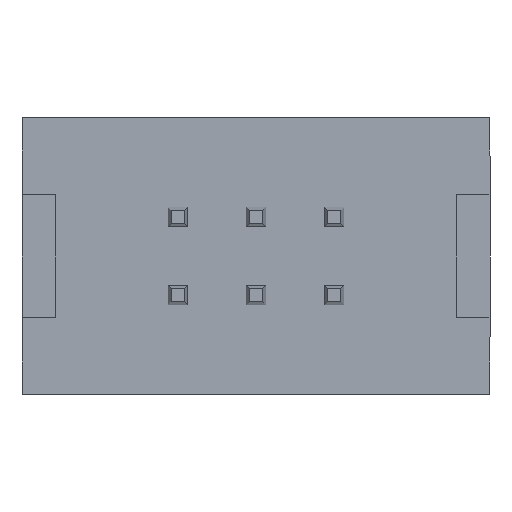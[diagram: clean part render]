
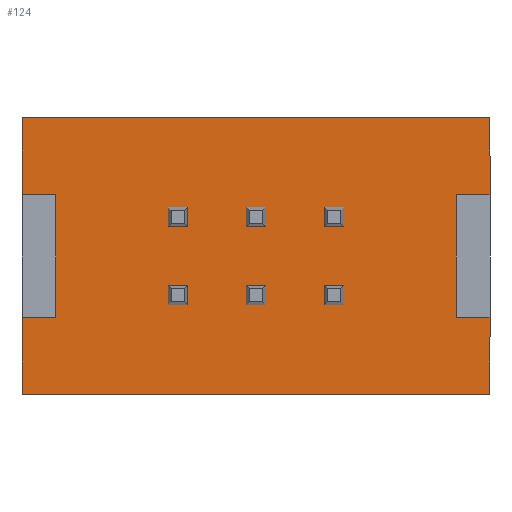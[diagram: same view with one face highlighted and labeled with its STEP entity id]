
A CAD part, front view. The second image highlights one B-rep face of the part: STEP entity #124.
In plain terms, the highlighted planar face has unit normal (0, -1, 0).
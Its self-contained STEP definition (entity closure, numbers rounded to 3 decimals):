
#15 = DIRECTION ( 'NONE',  ( 0., 0., 1. ) ) ;
#16 = VERTEX_POINT ( 'NONE', #1057 ) ;
#17 = DIRECTION ( 'NONE',  ( 1., 0., 0. ) ) ;
#20 = VECTOR ( 'NONE', #15, 1000. ) ;
#21 = EDGE_CURVE ( 'NONE', #115, #224, #339, .T. ) ;
#38 = DIRECTION ( 'NONE',  ( 0., 0., -1. ) ) ;
#54 = DIRECTION ( 'NONE',  ( -1., 0., 0. ) ) ;
#85 = CARTESIAN_POINT ( 'NONE',  ( 1.379, 0., -2. ) ) ;
#94 = DIRECTION ( 'NONE',  ( 0., 0., -1. ) ) ;
#109 = CARTESIAN_POINT ( 'NONE',  ( -7.61, 0., 2. ) ) ;
#112 = VERTEX_POINT ( 'NONE', #109 ) ;
#115 = VERTEX_POINT ( 'NONE', #641 ) ;
#120 = CARTESIAN_POINT ( 'NONE',  ( -7.61, 0., -2. ) ) ;
#122 = VERTEX_POINT ( 'NONE', #744 ) ;
#124 = ADVANCED_FACE ( 'NONE', ( #1042 ), #535, .F. ) ;
#134 = LINE ( 'NONE', #1259, #1250 ) ;
#152 = VERTEX_POINT ( 'NONE', #335 ) ;
#208 = LINE ( 'NONE', #1334, #1036 ) ;
#211 = CARTESIAN_POINT ( 'NONE',  ( 0., 0., 0. ) ) ;
#212 = EDGE_CURVE ( 'NONE', #112, #1395, #282, .T. ) ;
#224 = VERTEX_POINT ( 'NONE', #120 ) ;
#249 = CARTESIAN_POINT ( 'NONE',  ( 1.379, 0., 2. ) ) ;
#266 = LINE ( 'NONE', #909, #1219 ) ;
#270 = DIRECTION ( 'NONE',  ( -1., 0., 0. ) ) ;
#273 = ORIENTED_EDGE ( 'NONE', *, *, #212, .F. ) ;
#282 = LINE ( 'NONE', #783, #20 ) ;
#301 = ORIENTED_EDGE ( 'NONE', *, *, #1131, .F. ) ;
#328 = DIRECTION ( 'NONE',  ( 1., 0., 0. ) ) ;
#335 = CARTESIAN_POINT ( 'NONE',  ( 6.51, 0., -2. ) ) ;
#339 = LINE ( 'NONE', #85, #922 ) ;
#354 = CARTESIAN_POINT ( 'NONE',  ( -1.379, 0., 2. ) ) ;
#397 = CARTESIAN_POINT ( 'NONE',  ( -7.61, 0., 4.5 ) ) ;
#401 = CARTESIAN_POINT ( 'NONE',  ( 7.61, 0., -4.5 ) ) ;
#415 = ORIENTED_EDGE ( 'NONE', *, *, #448, .F. ) ;
#417 = CARTESIAN_POINT ( 'NONE',  ( -7.61, 0., -4.5 ) ) ;
#443 = VECTOR ( 'NONE', #328, 1000. ) ;
#448 = EDGE_CURVE ( 'NONE', #1124, #890, #266, .T. ) ;
#458 = ORIENTED_EDGE ( 'NONE', *, *, #1248, .F. ) ;
#480 = LINE ( 'NONE', #756, #443 ) ;
#504 = ORIENTED_EDGE ( 'NONE', *, *, #689, .F. ) ;
#535 = PLANE ( 'NONE',  #1232 ) ;
#570 = CARTESIAN_POINT ( 'NONE',  ( -6.51, 0., -2. ) ) ;
#587 = CARTESIAN_POINT ( 'NONE',  ( 7.61, 0., -4.5 ) ) ;
#612 = DIRECTION ( 'NONE',  ( 0., 0., 1. ) ) ;
#615 = LINE ( 'NONE', #249, #711 ) ;
#641 = CARTESIAN_POINT ( 'NONE',  ( -6.51, 0., -2. ) ) ;
#663 = CARTESIAN_POINT ( 'NONE',  ( 6.51, 0., 2. ) ) ;
#681 = ORIENTED_EDGE ( 'NONE', *, *, #1159, .T. ) ;
#687 = VECTOR ( 'NONE', #1169, 1000. ) ;
#689 = EDGE_CURVE ( 'NONE', #1034, #152, #134, .T. ) ;
#711 = VECTOR ( 'NONE', #54, 1000. ) ;
#715 = CARTESIAN_POINT ( 'NONE',  ( 7.61, 0., -4.5 ) ) ;
#720 = EDGE_CURVE ( 'NONE', #890, #224, #1231, .T. ) ;
#733 = LINE ( 'NONE', #715, #687 ) ;
#744 = CARTESIAN_POINT ( 'NONE',  ( 7.61, 0., 2. ) ) ;
#752 = VECTOR ( 'NONE', #94, 1000. ) ;
#756 = CARTESIAN_POINT ( 'NONE',  ( -1.379, 0., -2. ) ) ;
#760 = EDGE_CURVE ( 'NONE', #16, #1124, #733, .T. ) ;
#761 = ORIENTED_EDGE ( 'NONE', *, *, #760, .F. ) ;
#768 = EDGE_LOOP ( 'NONE', ( #761, #458, #504, #681, #940, #801, #273, #301, #967, #1204, #941, #415 ) ) ;
#776 = VERTEX_POINT ( 'NONE', #835 ) ;
#783 = CARTESIAN_POINT ( 'NONE',  ( -7.61, 0., -4.5 ) ) ;
#785 = LINE ( 'NONE', #354, #871 ) ;
#795 = EDGE_CURVE ( 'NONE', #776, #122, #1080, .T. ) ;
#801 = ORIENTED_EDGE ( 'NONE', *, *, #1129, .F. ) ;
#835 = CARTESIAN_POINT ( 'NONE',  ( 7.61, 0., 4.5 ) ) ;
#845 = CARTESIAN_POINT ( 'NONE',  ( -7.61, 0., -4.5 ) ) ;
#851 = DIRECTION ( 'NONE',  ( 0., 0., 1. ) ) ;
#862 = DIRECTION ( 'NONE',  ( 0., 1., 0. ) ) ;
#871 = VECTOR ( 'NONE', #17, 1000. ) ;
#888 = VERTEX_POINT ( 'NONE', #1291 ) ;
#890 = VERTEX_POINT ( 'NONE', #417 ) ;
#909 = CARTESIAN_POINT ( 'NONE',  ( -7.61, 0., -4.5 ) ) ;
#922 = VECTOR ( 'NONE', #938, 1000. ) ;
#936 = VECTOR ( 'NONE', #38, 1000. ) ;
#938 = DIRECTION ( 'NONE',  ( -1., 0., 0. ) ) ;
#940 = ORIENTED_EDGE ( 'NONE', *, *, #795, .F. ) ;
#941 = ORIENTED_EDGE ( 'NONE', *, *, #720, .F. ) ;
#967 = ORIENTED_EDGE ( 'NONE', *, *, #1297, .T. ) ;
#1034 = VERTEX_POINT ( 'NONE', #663 ) ;
#1036 = VECTOR ( 'NONE', #1134, 1000. ) ;
#1042 = FACE_OUTER_BOUND ( 'NONE', #768, .T. ) ;
#1057 = CARTESIAN_POINT ( 'NONE',  ( 7.61, 0., -2. ) ) ;
#1075 = LINE ( 'NONE', #570, #936 ) ;
#1080 = LINE ( 'NONE', #401, #752 ) ;
#1124 = VERTEX_POINT ( 'NONE', #587 ) ;
#1129 = EDGE_CURVE ( 'NONE', #1395, #776, #208, .T. ) ;
#1131 = EDGE_CURVE ( 'NONE', #888, #112, #615, .T. ) ;
#1134 = DIRECTION ( 'NONE',  ( 1., 0., 0. ) ) ;
#1159 = EDGE_CURVE ( 'NONE', #1034, #122, #785, .T. ) ;
#1169 = DIRECTION ( 'NONE',  ( 0., 0., -1. ) ) ;
#1204 = ORIENTED_EDGE ( 'NONE', *, *, #21, .T. ) ;
#1219 = VECTOR ( 'NONE', #270, 1000. ) ;
#1231 = LINE ( 'NONE', #845, #1282 ) ;
#1232 = AXIS2_PLACEMENT_3D ( 'NONE', #211, #862, #851 ) ;
#1248 = EDGE_CURVE ( 'NONE', #152, #16, #480, .T. ) ;
#1250 = VECTOR ( 'NONE', #1368, 1000. ) ;
#1259 = CARTESIAN_POINT ( 'NONE',  ( 6.51, 0., -2. ) ) ;
#1282 = VECTOR ( 'NONE', #612, 1000. ) ;
#1291 = CARTESIAN_POINT ( 'NONE',  ( -6.51, 0., 2. ) ) ;
#1297 = EDGE_CURVE ( 'NONE', #888, #115, #1075, .T. ) ;
#1334 = CARTESIAN_POINT ( 'NONE',  ( -7.61, 0., 4.5 ) ) ;
#1368 = DIRECTION ( 'NONE',  ( 0., 0., -1. ) ) ;
#1395 = VERTEX_POINT ( 'NONE', #397 ) ;
